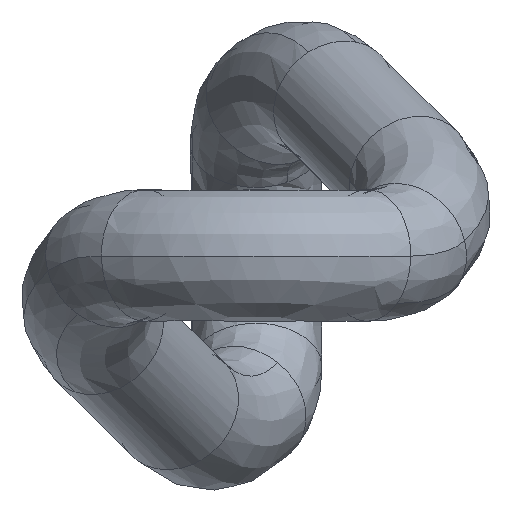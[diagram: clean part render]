
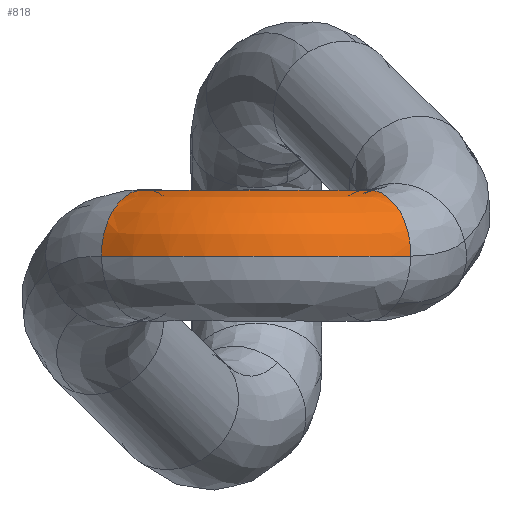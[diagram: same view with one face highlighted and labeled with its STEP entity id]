
A CAD part, left-side view. The second image highlights one B-rep face of the part: STEP entity #818.
In plain terms, the highlighted free-form (B-spline) face has degree [2, 2] with [3, 5] control points.
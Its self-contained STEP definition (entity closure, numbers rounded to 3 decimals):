
#651=CARTESIAN_POINT('',(0.43,1.417,0.793));
#652=VERTEX_POINT('',#651);
#664=CARTESIAN_POINT('',(0.43,-1.417,0.793));
#665=VERTEX_POINT('',#664);
#666=CARTESIAN_POINT('',(0.43,1.417,0.793));
#667=CARTESIAN_POINT('',(-0.81,0.,0.793));
#668=CARTESIAN_POINT('',(0.43,-1.417,0.793));
#676=(BOUNDED_CURVE()B_SPLINE_CURVE(2,(#666,#667,#668),.UNSPECIFIED.,.F.,.U.)B_SPLINE_CURVE_WITH_KNOTS((3,3),(-1.718,-0.282),.UNSPECIFIED.)CURVE()GEOMETRIC_REPRESENTATION_ITEM()RATIONAL_B_SPLINE_CURVE((0.857,0.645,0.857))REPRESENTATION_ITEM(''));
#677=EDGE_CURVE('',#652,#665,#676,.T.);
#705=CARTESIAN_POINT('',(-0.095,-1.877,-0.01));
#706=VERTEX_POINT('',#705);
#716=CARTESIAN_POINT('',(-0.095,1.877,-0.01));
#717=VERTEX_POINT('',#716);
#718=CARTESIAN_POINT('',(-0.095,1.877,-0.01));
#719=CARTESIAN_POINT('',(-1.737,0.,-0.01));
#720=CARTESIAN_POINT('',(-0.095,-1.877,-0.01));
#728=(BOUNDED_CURVE()B_SPLINE_CURVE(2,(#718,#719,#720),.UNSPECIFIED.,.F.,.U.)B_SPLINE_CURVE_WITH_KNOTS((3,3),(-1.718,-0.282),.UNSPECIFIED.)CURVE()GEOMETRIC_REPRESENTATION_ITEM()RATIONAL_B_SPLINE_CURVE((0.896,0.674,0.896))REPRESENTATION_ITEM(''));
#729=EDGE_CURVE('',#717,#706,#728,.T.);
#756=CARTESIAN_POINT('',(0.032,2.012,-0.015));
#757=CARTESIAN_POINT('',(-1.974,0.,-0.015));
#758=CARTESIAN_POINT('',(0.032,-2.012,-0.015));
#759=CARTESIAN_POINT('',(0.032,2.012,-0.013));
#760=CARTESIAN_POINT('',(-1.974,0.,-0.013));
#761=CARTESIAN_POINT('',(0.032,-2.012,-0.013));
#762=CARTESIAN_POINT('',(0.025,2.018,0.702));
#763=CARTESIAN_POINT('',(-1.987,0.,0.702));
#764=CARTESIAN_POINT('',(0.025,-2.018,0.702));
#765=CARTESIAN_POINT('',(0.528,1.518,0.794));
#766=CARTESIAN_POINT('',(-0.985,0.,0.794));
#767=CARTESIAN_POINT('',(0.528,-1.518,0.794));
#768=CARTESIAN_POINT('',(0.53,1.516,0.794));
#769=CARTESIAN_POINT('',(-0.981,0.,0.794));
#770=CARTESIAN_POINT('',(0.53,-1.516,0.794));
#778=(BOUNDED_SURFACE()B_SPLINE_SURFACE(2,2,((#756,#759,#762,#765,#768),(#757,#760,#763,#766,#769),(#758,#761,#764,#767,#770)),.UNSPECIFIED.,.F.,.F.,.U.)B_SPLINE_SURFACE_WITH_KNOTS((3,3),(3,1,1,3),(0.0,4.711),(0.0,0.006,1.224,1.23),.UNSPECIFIED.)GEOMETRIC_REPRESENTATION_ITEM()RATIONAL_B_SPLINE_SURFACE(((0.921,0.92,0.671,0.88,0.882),(0.653,0.652,0.475,0.624,0.624),(0.921,0.92,0.671,0.88,0.882)))REPRESENTATION_ITEM('')SURFACE());
#779=CARTESIAN_POINT('',(0.43,1.417,0.793));
#780=CARTESIAN_POINT('',(0.295,1.536,0.77));
#781=CARTESIAN_POINT('',(0.168,1.647,0.685));
#782=CARTESIAN_POINT('',(0.073,1.73,0.555));
#783=CARTESIAN_POINT('',(-0.036,1.825,0.403));
#784=CARTESIAN_POINT('',(-0.096,1.878,0.2));
#785=CARTESIAN_POINT('',(-0.095,1.877,-0.01));
#786=B_SPLINE_CURVE_WITH_KNOTS('',3,(#779,#780,#781,#782,#783,#784,#785),.UNSPECIFIED.,.F.,.U.,(4,3,4),(0.0,0.544,1.174),.UNSPECIFIED.);
#787=EDGE_CURVE('',#652,#717,#786,.T.);
#788=ORIENTED_EDGE('',*,*,#787,.T.);
#789=ORIENTED_EDGE('',*,*,#729,.T.);
#790=CARTESIAN_POINT('',(0.43,-1.417,0.793));
#791=CARTESIAN_POINT('',(0.394,-1.449,0.787));
#792=CARTESIAN_POINT('',(0.359,-1.481,0.777));
#793=CARTESIAN_POINT('',(0.324,-1.511,0.762));
#794=CARTESIAN_POINT('',(0.29,-1.542,0.747));
#795=CARTESIAN_POINT('',(0.256,-1.572,0.728));
#796=CARTESIAN_POINT('',(0.224,-1.6,0.705));
#797=CARTESIAN_POINT('',(0.155,-1.661,0.655));
#798=CARTESIAN_POINT('',(0.108,-1.703,0.602));
#799=CARTESIAN_POINT('',(0.054,-1.75,0.525));
#800=CARTESIAN_POINT('',(0.047,-1.756,0.514));
#801=CARTESIAN_POINT('',(0.023,-1.777,0.472));
#802=CARTESIAN_POINT('',(0.017,-1.783,0.461));
#803=CARTESIAN_POINT('',(0.007,-1.791,0.442));
#804=CARTESIAN_POINT('',(-0.001,-1.798,0.426));
#805=CARTESIAN_POINT('',(-0.009,-1.805,0.407));
#806=CARTESIAN_POINT('',(-0.029,-1.823,0.36));
#807=CARTESIAN_POINT('',(-0.042,-1.834,0.327));
#808=CARTESIAN_POINT('',(-0.057,-1.846,0.276));
#809=CARTESIAN_POINT('',(-0.083,-1.867,0.186));
#810=CARTESIAN_POINT('',(-0.095,-1.878,0.087));
#811=CARTESIAN_POINT('',(-0.095,-1.877,-0.01));
#812=B_SPLINE_CURVE_WITH_KNOTS('',3,(#790,#791,#792,#793,#794,#795,#796,#797,#798,#799,#800,#801,#802,#803,#804,#805,#806,#807,#808,#809,#810,#811),.UNSPECIFIED.,.F.,.U.,(4,3,3,3,3,3,3,4),(0.0,0.146,0.29,0.606,0.649,0.717,0.881,1.171),.UNSPECIFIED.);
#813=EDGE_CURVE('',#665,#706,#812,.T.);
#814=ORIENTED_EDGE('',*,*,#813,.F.);
#815=ORIENTED_EDGE('',*,*,#677,.F.);
#816=EDGE_LOOP('',(#788,#789,#814,#815));
#817=FACE_OUTER_BOUND('',#816,.T.);
#818=ADVANCED_FACE('',(#817),#778,.T.);
